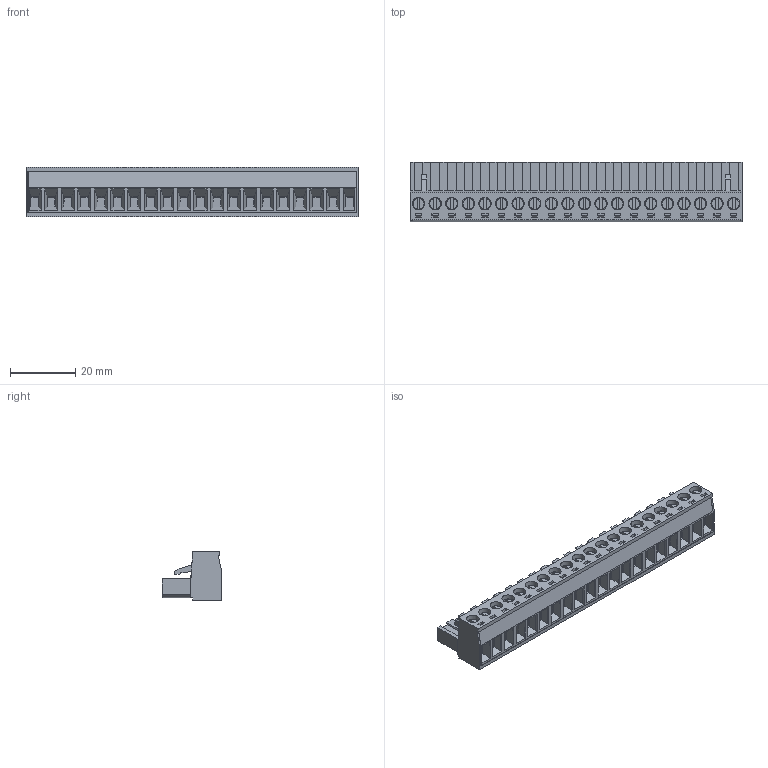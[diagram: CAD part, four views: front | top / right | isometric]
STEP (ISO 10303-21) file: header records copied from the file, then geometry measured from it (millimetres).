
FILE_DESCRIPTION(/* description */ ('Unknown'),/* implementation_level */ '2;1');
FILE_NAME(/* name */ '691351500020',/* time_stamp */ '2021-01-04T16:14:41+01:00',/* author */ ('Unknown'),/* organization */ ('Unknown'),/* preprocessor_version */ 'ST-DEVELOPER v16.7',/* originating_system */ 'DEX',/* authorisation */ $);
FILE_SCHEMA (('AUTOMOTIVE_DESIGN {1 0 10303 214 3 1 1}'));
Products named in the file (6): 6913515000xx; 691351500020; 6913515000xx_CAGE; 6913515000xx_PIN; 6913515000xx_VIS; 691351500020_CAPOT
Assembly tree (62 placements, depth 2):
  6913515000xx
    691351500020
    6913515000xx_CAGE  x20
    6913515000xx_PIN  x20
    6913515000xx_VIS  x20
    691351500020_CAPOT
Bounding box: 101.7 x 18.2 x 15.1 mm (x, y, z)
Volume: 11412.1 mm3; surface area: 30741.9 mm2
Topology: 62 solids, 62 shells, 4610 faces, 12519 edges, 8172 vertices
Faces by surface type: plane 3400, cylinder 1110, torus 60, cone 40
Full cylindrical faces by diameter (mm): 1.6 x20, 2.2 x20, 2.5 x20, 2.9 x20, 2.95 x20, 3 x20, 3.8 x40
Entity records: 70192 total; most frequent: CARTESIAN_POINT 12305, ORIENTED_EDGE 11970, DIRECTION 11166, EDGE_CURVE 5985, LINE 5452, VECTOR 5452, VERTEX_POINT 3948, AXIS2_PLACEMENT_3D 2857
